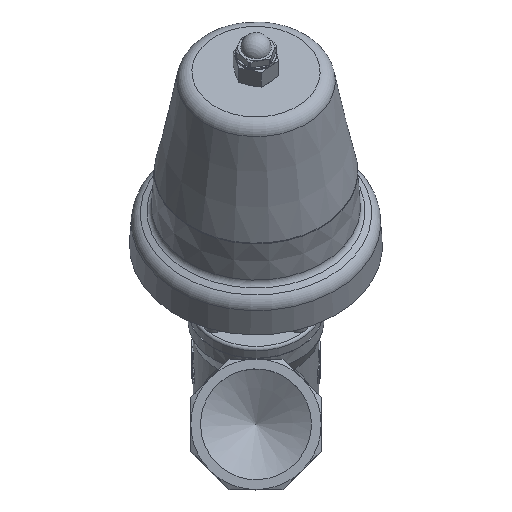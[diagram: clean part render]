
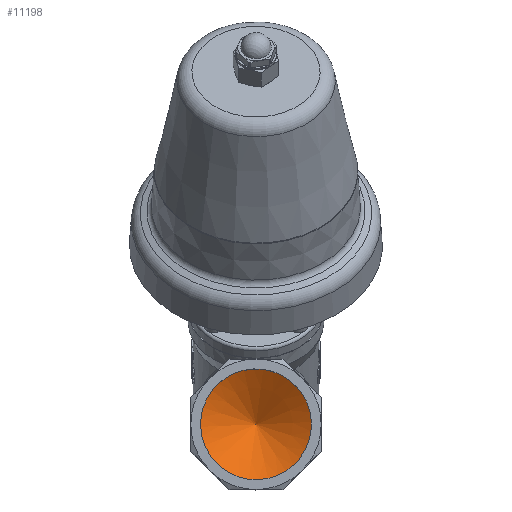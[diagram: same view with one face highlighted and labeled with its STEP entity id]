
A CAD part, top view. The second image highlights one B-rep face of the part: STEP entity #11198.
In plain terms, the highlighted conical face has half-angle 59 degrees and reference radius 18.056 mm.
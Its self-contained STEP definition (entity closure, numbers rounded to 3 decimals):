
#214=CONICAL_SURFACE('',#12166,18.057,1.03);
#1102=CIRCLE('',#12167,36.113);
#1103=CIRCLE('',#12168,36.113);
#1985=FACE_OUTER_BOUND('',#2648,.T.);
#2648=EDGE_LOOP('',(#8955,#8956,#8957,#8958));
#3425=LINE('',#22098,#4046);
#4046=VECTOR('',#14242,18.057);
#4879=VERTEX_POINT('',#22094);
#4880=VERTEX_POINT('',#22095);
#4881=VERTEX_POINT('',#22097);
#6350=EDGE_CURVE('',#4879,#4880,#1102,.T.);
#6351=EDGE_CURVE('',#4880,#4881,#3425,.T.);
#6352=EDGE_CURVE('',#4880,#4879,#1103,.T.);
#8955=ORIENTED_EDGE('',*,*,#6350,.T.);
#8956=ORIENTED_EDGE('',*,*,#6351,.T.);
#8957=ORIENTED_EDGE('',*,*,#6351,.F.);
#8958=ORIENTED_EDGE('',*,*,#6352,.T.);
#11198=ADVANCED_FACE('',(#1985),#214,.F.);
#12166=AXIS2_PLACEMENT_3D('',#22093,#14238,#14239);
#12167=AXIS2_PLACEMENT_3D('',#22096,#14240,#14241);
#12168=AXIS2_PLACEMENT_3D('',#22099,#14243,#14244);
#14238=DIRECTION('center_axis',(0.,0.,1.));
#14239=DIRECTION('ref_axis',(0.924,0.383,0.));
#14240=DIRECTION('center_axis',(0.,0.,1.));
#14241=DIRECTION('ref_axis',(0.924,0.383,0.));
#14242=DIRECTION('',(0.792,0.328,-0.515));
#14243=DIRECTION('center_axis',(0.,0.,1.));
#14244=DIRECTION('ref_axis',(0.924,0.383,0.));
#22093=CARTESIAN_POINT('Origin',(0.,0.,138.151));
#22094=CARTESIAN_POINT('',(33.364,13.82,149.));
#22095=CARTESIAN_POINT('',(-33.364,-13.82,149.));
#22096=CARTESIAN_POINT('Origin',(0.,0.,149.));
#22097=CARTESIAN_POINT('',(0.,0.,127.301));
#22098=CARTESIAN_POINT('',(-16.682,-6.91,138.151));
#22099=CARTESIAN_POINT('Origin',(0.,0.,149.));
